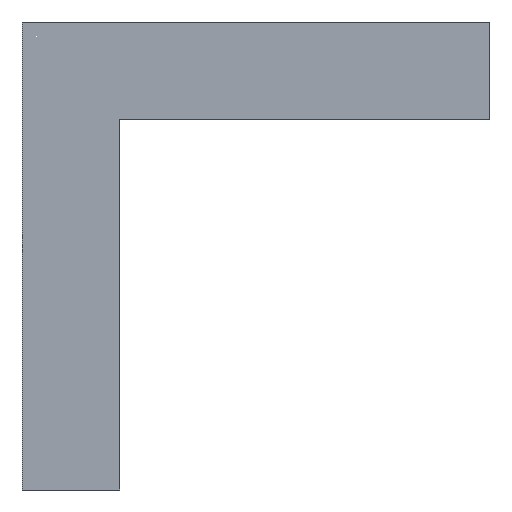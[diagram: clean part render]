
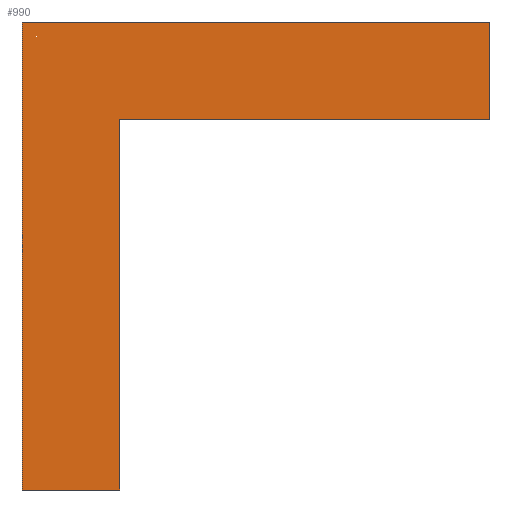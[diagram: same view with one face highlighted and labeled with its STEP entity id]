
A CAD part, front view. The second image highlights one B-rep face of the part: STEP entity #990.
In plain terms, the highlighted planar face has unit normal (0, -1, 0).
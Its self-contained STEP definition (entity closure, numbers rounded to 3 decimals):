
#38 = EDGE_CURVE ( 'NONE', #699, #146, #504, .T. ) ;
#57 = CARTESIAN_POINT ( 'NONE',  ( 12., 0., 0. ) ) ;
#75 = VECTOR ( 'NONE', #855, 1000. ) ;
#93 = VECTOR ( 'NONE', #1198, 1000. ) ;
#117 = DIRECTION ( 'NONE',  ( 0., 0., 1. ) ) ;
#129 = CARTESIAN_POINT ( 'NONE',  ( 0., 0., -12. ) ) ;
#130 = ORIENTED_EDGE ( 'NONE', *, *, #547, .T. ) ;
#135 = CARTESIAN_POINT ( 'NONE',  ( 12., 0., 0. ) ) ;
#146 = VERTEX_POINT ( 'NONE', #282 ) ;
#148 = CARTESIAN_POINT ( 'NONE',  ( 0., 0., 0. ) ) ;
#257 = EDGE_CURVE ( 'NONE', #278, #146, #907, .T. ) ;
#278 = VERTEX_POINT ( 'NONE', #947 ) ;
#279 = CARTESIAN_POINT ( 'NONE',  ( 0., 0., 0. ) ) ;
#282 = CARTESIAN_POINT ( 'NONE',  ( 2.5, 0., -12. ) ) ;
#291 = LINE ( 'NONE', #1572, #627 ) ;
#338 = VERTEX_POINT ( 'NONE', #1237 ) ;
#353 = EDGE_CURVE ( 'NONE', #338, #747, #1687, .T. ) ;
#448 = CARTESIAN_POINT ( 'NONE',  ( 2.5, 0., 0. ) ) ;
#487 = ORIENTED_EDGE ( 'NONE', *, *, #1135, .T. ) ;
#504 = LINE ( 'NONE', #129, #802 ) ;
#547 = EDGE_CURVE ( 'NONE', #278, #1186, #291, .T. ) ;
#574 = CARTESIAN_POINT ( 'NONE',  ( 0., 0., -12. ) ) ;
#579 = LINE ( 'NONE', #148, #1255 ) ;
#626 = LINE ( 'NONE', #135, #93 ) ;
#627 = VECTOR ( 'NONE', #1559, 1000. ) ;
#699 = VERTEX_POINT ( 'NONE', #574 ) ;
#710 = DIRECTION ( 'NONE',  ( 0., 0., -1. ) ) ;
#744 = AXIS2_PLACEMENT_3D ( 'NONE', #279, #798, #117 ) ;
#746 = ORIENTED_EDGE ( 'NONE', *, *, #257, .F. ) ;
#747 = VERTEX_POINT ( 'NONE', #57 ) ;
#798 = DIRECTION ( 'NONE',  ( 0., 1., 0. ) ) ;
#802 = VECTOR ( 'NONE', #812, 1000. ) ;
#808 = ORIENTED_EDGE ( 'NONE', *, *, #353, .F. ) ;
#812 = DIRECTION ( 'NONE',  ( 1., 0., 0. ) ) ;
#839 = CARTESIAN_POINT ( 'NONE',  ( 12., 0., -2.5 ) ) ;
#855 = DIRECTION ( 'NONE',  ( 0., 0., -1. ) ) ;
#907 = LINE ( 'NONE', #448, #75 ) ;
#947 = CARTESIAN_POINT ( 'NONE',  ( 2.5, 0., -2.5 ) ) ;
#953 = VECTOR ( 'NONE', #1157, 1000. ) ;
#990 = ADVANCED_FACE ( 'NONE', ( #1323 ), #1635, .F. ) ;
#995 = CARTESIAN_POINT ( 'NONE',  ( 0., 0., 0. ) ) ;
#1013 = EDGE_CURVE ( 'NONE', #747, #1186, #626, .T. ) ;
#1135 = EDGE_CURVE ( 'NONE', #338, #699, #579, .T. ) ;
#1157 = DIRECTION ( 'NONE',  ( 1., 0., 0. ) ) ;
#1172 = ORIENTED_EDGE ( 'NONE', *, *, #38, .T. ) ;
#1186 = VERTEX_POINT ( 'NONE', #839 ) ;
#1198 = DIRECTION ( 'NONE',  ( 0., 0., -1. ) ) ;
#1237 = CARTESIAN_POINT ( 'NONE',  ( 0., 0., 0. ) ) ;
#1255 = VECTOR ( 'NONE', #710, 1000. ) ;
#1288 = ORIENTED_EDGE ( 'NONE', *, *, #1013, .F. ) ;
#1323 = FACE_OUTER_BOUND ( 'NONE', #1779, .T. ) ;
#1559 = DIRECTION ( 'NONE',  ( 1., 0., 0. ) ) ;
#1572 = CARTESIAN_POINT ( 'NONE',  ( 0., 0., -2.5 ) ) ;
#1635 = PLANE ( 'NONE',  #744 ) ;
#1687 = LINE ( 'NONE', #995, #953 ) ;
#1779 = EDGE_LOOP ( 'NONE', ( #130, #1288, #808, #487, #1172, #746 ) ) ;
